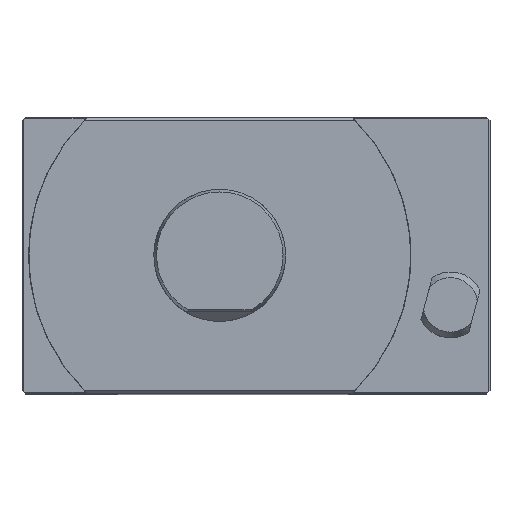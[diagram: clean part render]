
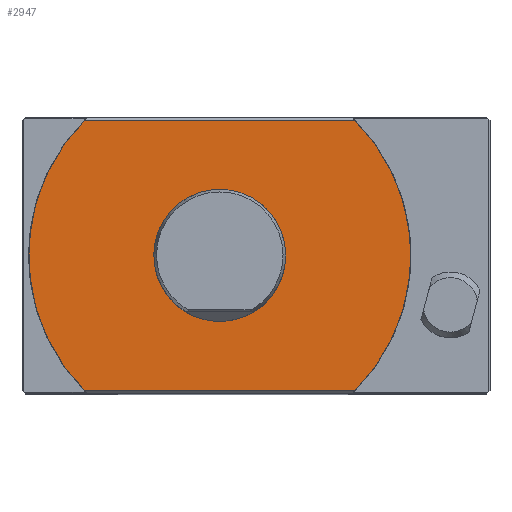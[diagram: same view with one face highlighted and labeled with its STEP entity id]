
A CAD part, top view. The second image highlights one B-rep face of the part: STEP entity #2947.
In plain terms, the highlighted planar face has unit normal (0, 0, 1).
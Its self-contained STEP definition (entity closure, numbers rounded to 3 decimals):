
#184=LINE('',#5593,#431);
#185=LINE('',#5597,#432);
#431=VECTOR('',#3867,1000.);
#432=VECTOR('',#3870,1000.);
#1105=ORIENTED_EDGE('',*,*,#1695,.T.);
#1106=ORIENTED_EDGE('',*,*,#1696,.F.);
#1107=ORIENTED_EDGE('',*,*,#1697,.T.);
#1108=ORIENTED_EDGE('',*,*,#1698,.F.);
#1109=ORIENTED_EDGE('',*,*,#1699,.T.);
#1695=EDGE_CURVE('',#2492,#2492,#1932,.T.);
#1696=EDGE_CURVE('',#2493,#2494,#1933,.T.);
#1697=EDGE_CURVE('',#2493,#2495,#184,.T.);
#1698=EDGE_CURVE('',#2496,#2495,#1934,.T.);
#1699=EDGE_CURVE('',#2496,#2494,#185,.T.);
#1932=CIRCLE('',#3257,19.634);
#1933=CIRCLE('',#3258,58.);
#1934=CIRCLE('',#3259,58.);
#2089=EDGE_LOOP('',(#1105));
#2090=EDGE_LOOP('',(#1106,#1107,#1108,#1109));
#2241=PLANE('',#3256);
#2492=VERTEX_POINT('',#5589);
#2493=VERTEX_POINT('',#5591);
#2494=VERTEX_POINT('',#5592);
#2495=VERTEX_POINT('',#5594);
#2496=VERTEX_POINT('',#5596);
#2735=FACE_BOUND('',#2089,.T.);
#2736=FACE_BOUND('',#2090,.T.);
#2947=ADVANCED_FACE('',(#2735,#2736),#2241,.T.);
#3256=AXIS2_PLACEMENT_3D('',#5587,#3861,#3862);
#3257=AXIS2_PLACEMENT_3D('',#5588,#3863,#3864);
#3258=AXIS2_PLACEMENT_3D('',#5590,#3865,#3866);
#3259=AXIS2_PLACEMENT_3D('',#5595,#3868,#3869);
#3861=DIRECTION('',(0.,0.,1.));
#3862=DIRECTION('',(-1.,0.,0.));
#3863=DIRECTION('',(0.,0.,-1.));
#3864=DIRECTION('',(1.,0.,0.));
#3865=DIRECTION('',(0.,0.,-1.));
#3866=DIRECTION('',(-1.,0.,0.));
#3867=DIRECTION('',(-1.,0.,0.));
#3868=DIRECTION('',(0.,0.,-1.));
#3869=DIRECTION('',(-1.,0.,0.));
#3870=DIRECTION('',(1.,0.,0.));
#5587=CARTESIAN_POINT('',(-60.,-42.,0.));
#5588=CARTESIAN_POINT('',(0.,0.,0.));
#5589=CARTESIAN_POINT('',(19.634,0.,0.));
#5590=CARTESIAN_POINT('',(0.,0.,0.));
#5591=CARTESIAN_POINT('',(41.024,41.,0.));
#5592=CARTESIAN_POINT('',(41.024,-41.,0.));
#5593=CARTESIAN_POINT('',(-60.,41.,0.));
#5594=CARTESIAN_POINT('',(-41.024,41.,0.));
#5595=CARTESIAN_POINT('',(0.,0.,0.));
#5596=CARTESIAN_POINT('',(-41.024,-41.,0.));
#5597=CARTESIAN_POINT('',(-60.,-41.,0.));
